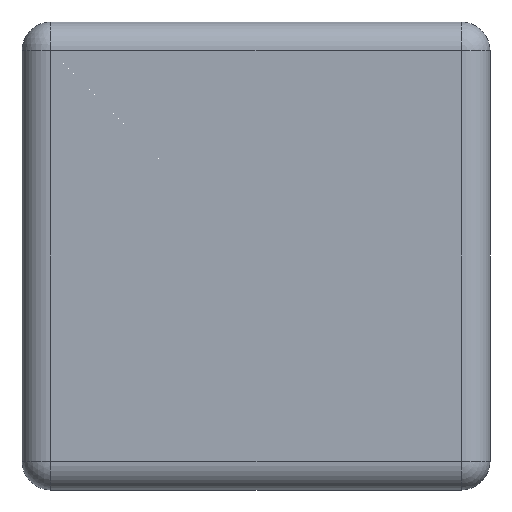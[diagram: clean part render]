
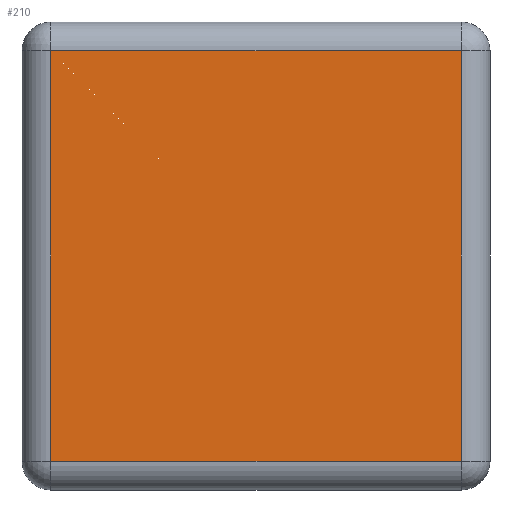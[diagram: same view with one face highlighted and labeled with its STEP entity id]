
A CAD part, front view. The second image highlights one B-rep face of the part: STEP entity #210.
In plain terms, the highlighted planar face has unit normal (0, -1, 0).
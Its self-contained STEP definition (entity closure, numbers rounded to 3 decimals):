
#31 = VECTOR ( 'NONE', #518, 1000. ) ;
#42 = DIRECTION ( 'NONE',  ( 0., 1., 0. ) ) ;
#74 = VERTEX_POINT ( 'NONE', #443 ) ;
#84 = VECTOR ( 'NONE', #483, 1000. ) ;
#86 = CARTESIAN_POINT ( 'NONE',  ( 0., 0., 0. ) ) ;
#90 = EDGE_CURVE ( 'NONE', #206, #649, #491, .T. ) ;
#98 = EDGE_CURVE ( 'NONE', #649, #74, #131, .T. ) ;
#103 = LINE ( 'NONE', #113, #31 ) ;
#113 = CARTESIAN_POINT ( 'NONE',  ( 0., 0., -14.25 ) ) ;
#131 = LINE ( 'NONE', #433, #642 ) ;
#197 = ORIENTED_EDGE ( 'NONE', *, *, #98, .T. ) ;
#206 = VERTEX_POINT ( 'NONE', #396 ) ;
#210 = ADVANCED_FACE ( 'NONE', ( #444 ), #495, .F. ) ;
#224 = DIRECTION ( 'NONE',  ( -1., 0., 0. ) ) ;
#227 = LINE ( 'NONE', #279, #84 ) ;
#243 = ORIENTED_EDGE ( 'NONE', *, *, #251, .T. ) ;
#251 = EDGE_CURVE ( 'NONE', #545, #206, #227, .T. ) ;
#269 = AXIS2_PLACEMENT_3D ( 'NONE', #86, #42, #636 ) ;
#277 = CARTESIAN_POINT ( 'NONE',  ( 0., 0., 14.25 ) ) ;
#279 = CARTESIAN_POINT ( 'NONE',  ( 14.25, 0., 0. ) ) ;
#330 = DIRECTION ( 'NONE',  ( 0., 0., -1. ) ) ;
#378 = CARTESIAN_POINT ( 'NONE',  ( 14.25, 0., -14.25 ) ) ;
#396 = CARTESIAN_POINT ( 'NONE',  ( 14.25, 0., 14.25 ) ) ;
#401 = ORIENTED_EDGE ( 'NONE', *, *, #90, .T. ) ;
#407 = EDGE_CURVE ( 'NONE', #74, #545, #103, .T. ) ;
#433 = CARTESIAN_POINT ( 'NONE',  ( -14.25, 0., 0. ) ) ;
#443 = CARTESIAN_POINT ( 'NONE',  ( -14.25, 0., -14.25 ) ) ;
#444 = FACE_OUTER_BOUND ( 'NONE', #592, .T. ) ;
#483 = DIRECTION ( 'NONE',  ( 0., 0., 1. ) ) ;
#491 = LINE ( 'NONE', #277, #586 ) ;
#495 = PLANE ( 'NONE',  #269 ) ;
#506 = CARTESIAN_POINT ( 'NONE',  ( -14.25, 0., 14.25 ) ) ;
#518 = DIRECTION ( 'NONE',  ( 1., 0., 0. ) ) ;
#545 = VERTEX_POINT ( 'NONE', #378 ) ;
#549 = ORIENTED_EDGE ( 'NONE', *, *, #407, .T. ) ;
#586 = VECTOR ( 'NONE', #224, 1000. ) ;
#592 = EDGE_LOOP ( 'NONE', ( #243, #401, #197, #549 ) ) ;
#636 = DIRECTION ( 'NONE',  ( 0., 0., 1. ) ) ;
#642 = VECTOR ( 'NONE', #330, 1000. ) ;
#649 = VERTEX_POINT ( 'NONE', #506 ) ;
